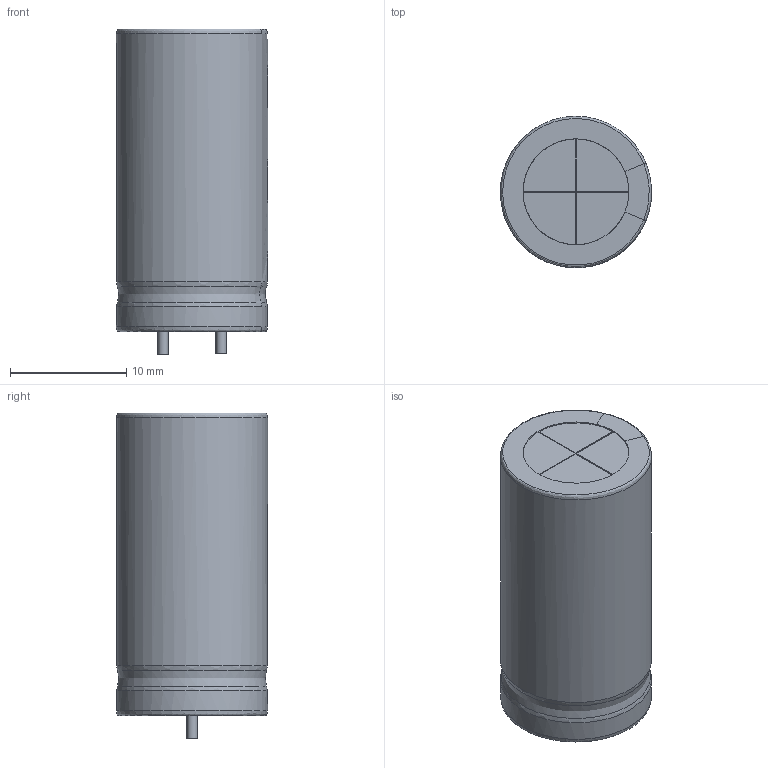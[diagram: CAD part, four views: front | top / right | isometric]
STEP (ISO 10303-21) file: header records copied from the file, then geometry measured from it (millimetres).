
FILE_DESCRIPTION(('FreeCAD Model'),'2;1');
FILE_NAME('Open CASCADE Shape Model','2022-05-21T11:12:28',('Author'),( ''),'Open CASCADE STEP processor 7.5','FreeCAD','Unknown');
FILE_SCHEMA(('AUTOMOTIVE_DESIGN { 1 0 10303 214 1 1 1 1 }'));
Length unit declared in the file: millimetre
Products named in the file (6): Shrink-Tube-Black_scaled; Golden-Stripe-scaled; Black-Stripes-scaled; Top-Plate001; Pins001; Bottom-Plate001
Bounding box: 13 x 12.99 x 28 mm (x, y, z)
Surface area: 1353.6 mm2 (no closed solid volume)
Topology: 0 solids, 46 shells, 46 faces, 252 edges, 250 vertices
Faces by surface type: bspline 28, plane 16, cylinder 2
Full cylindrical faces by diameter (mm): 0.9 x2
Entity records: 6793 total; most frequent: CARTESIAN_POINT 3761, B_SPLINE_CURVE_WITH_KNOTS 292, ORIENTED_EDGE 254, PCURVE 254, DEFINITIONAL_REPRESENTATION 254, EDGE_CURVE 252, VERTEX_POINT 250, SURFACE_CURVE 250
